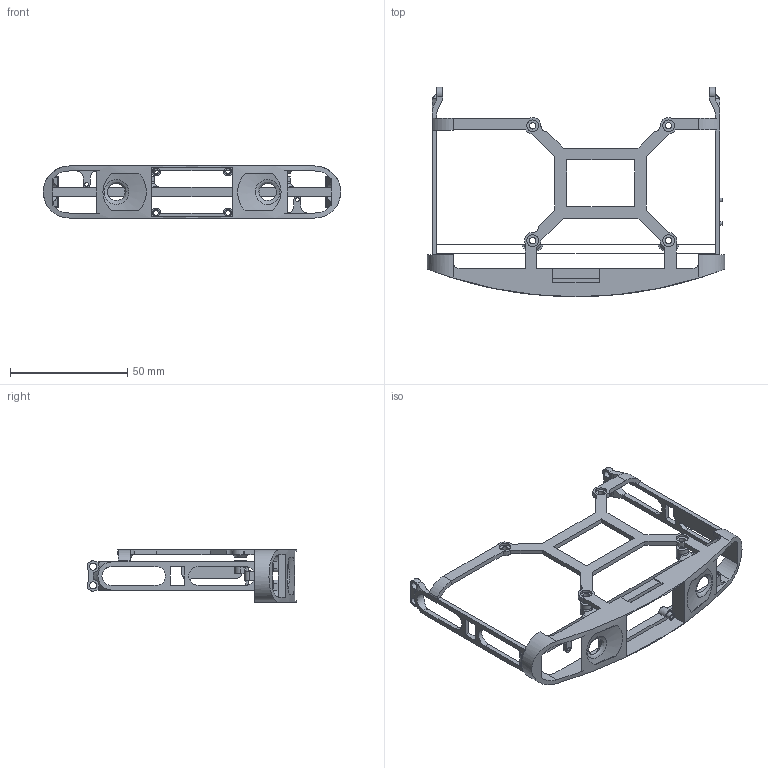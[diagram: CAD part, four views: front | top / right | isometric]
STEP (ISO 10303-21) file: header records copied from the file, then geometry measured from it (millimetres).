
FILE_DESCRIPTION(/* description */ ('STEP AP242','CAx-IF Rec.Pracs.---Representation and Presentation of Product Manufacturing Information (PMI)---4.0---2014-10-13','CAx-IF Rec.Pracs.---3D Tessellated Geometry---0.4---2014-09-14','2;1'),/* implementation_level */ '2;1');
FILE_NAME(/* name */ '67b3d2349b9a8e3744e04c12',/* time_stamp */ '2025-02-18T00:20:05Z',/* author */ (''),/* organization */ (''),/* preprocessor_version */ 'ST-DEVELOPER v20',/* originating_system */ 'ONSHAPE BY PTC INC, 1.193',/* authorisation */ ' ');
FILE_SCHEMA (('AP242_MANAGED_MODEL_BASED_3D_ENGINEERING_MIM_LF { 1 0 10303 442 1 1 4 }'));
Length unit declared in the file: metre
Products named in the file (1): Front Bracket
Bounding box: 127 x 89.52 x 22.23 mm (x, y, z)
Volume: 13207.8 mm3; surface area: 17702.5 mm2
Topology: 1 solids, 1 shells, 285 faces, 832 edges, 544 vertices
Faces by surface type: plane 147, cylinder 122, cone 10, torus 4, bspline 2
Full cylindrical faces by diameter (mm): 1.172 x4, 1.5 x2, 1.6 x4, 2 x4, 2.6 x1, 2.7 x5, 3 x4, 3.05 x4, 5 x6
Entity records: 9486 total; most frequent: CARTESIAN_POINT 1914, DIRECTION 1560, ORIENTED_EDGE 1544, EDGE_CURVE 772, AXIS2_PLACEMENT_3D 556, VERTEX_POINT 526, LINE 448, VECTOR 448
